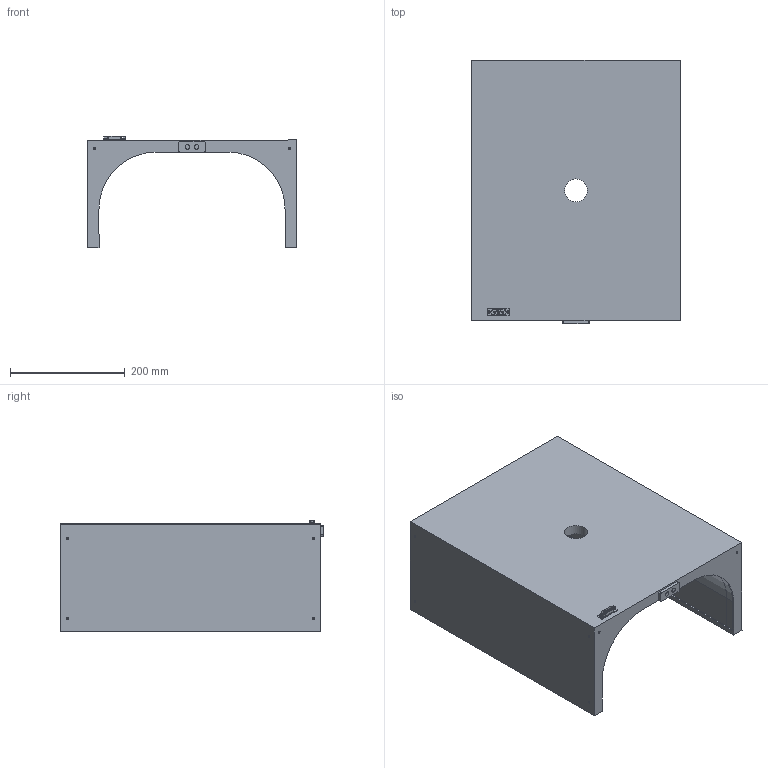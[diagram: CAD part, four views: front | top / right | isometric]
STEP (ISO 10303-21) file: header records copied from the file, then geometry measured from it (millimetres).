
FILE_DESCRIPTION(/* description */ (''),/* implementation_level */ '2;1');
FILE_NAME(/* name */ '30-40-SLED-2-TU-O',/* time_stamp */ '2017-12-04T12:07:20+01:00',/* author */ (''),/* organization */ (''),/* preprocessor_version */ 'ST-DEVELOPER v15.7',/* originating_system */ 'HiCAD 2015 2002.1 Build 408',/* authorisation */ '');
FILE_SCHEMA (('AUTOMOTIVE_DESIGN { 1 0 10303 214 1 1 1 1 }'));
Length unit declared in the file: millimetre
Products named in the file (10): Root; Baugruppe_Baugruppe; TRANSLATIONSTEIL_0; QUADER_0; TRANSLATIONSTEIL_1; TRANSLATIONSTEIL_2; PRISMA_0; PRISMA_1
Assembly tree (9 placements, depth 5):
  Root
    Baugruppe_Baugruppe
      TRANSLATIONSTEIL_0
      QUADER_0
      Baugruppe_Baugruppe
        TRANSLATIONSTEIL_0
          TRANSLATIONSTEIL_1
          TRANSLATIONSTEIL_2
          PRISMA_0
          PRISMA_1
Bounding box: 365.14 x 460.6 x 194.84 mm (x, y, z)
Volume: 7785053.7 mm3; surface area: 668802.6 mm2
Topology: 12 solids, 12 shells, 191 faces, 442 edges, 293 vertices
Faces by surface type: plane 94, cylinder 76, cone 14, torus 7
Full cylindrical faces by diameter (mm): 1 x5, 2.5 x2, 3 x2, 3.3 x12, 3.6 x2, 4 x12, 8 x2, 40 x1
Entity records: 8988 total; most frequent: DIRECTION 934, CARTESIAN_POINT 841, PRESENTATION_STYLE_ASSIGNMENT 755, OVER_RIDING_STYLED_ITEM 743, COLOUR_RGB 718, DRAUGHTING_PRE_DEFINED_CURVE_FONT 710, CURVE_STYLE 710, ORIENTED_EDGE 710
